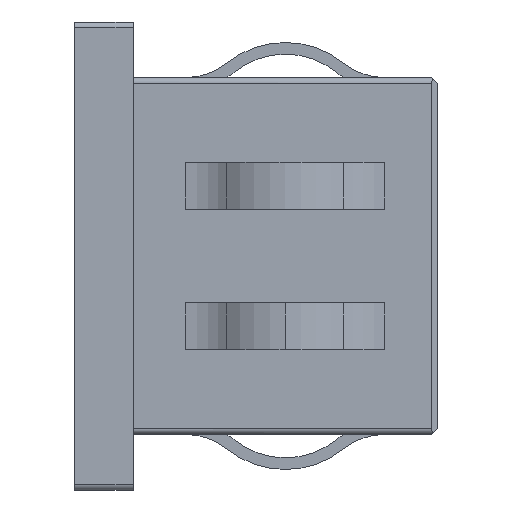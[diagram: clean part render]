
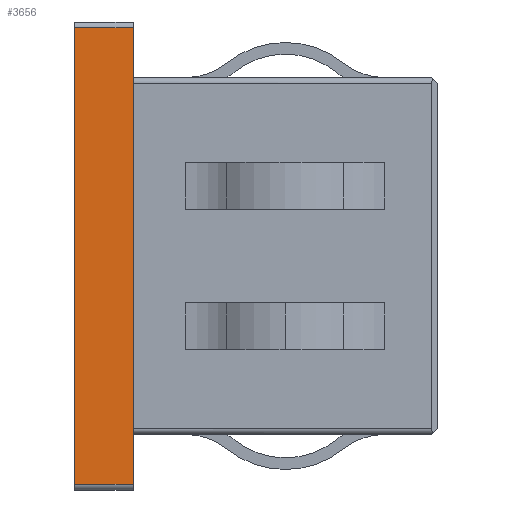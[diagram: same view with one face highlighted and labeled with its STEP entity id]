
A CAD part, left-side view. The second image highlights one B-rep face of the part: STEP entity #3656.
In plain terms, the highlighted planar face has unit normal (-1, 0, 0).
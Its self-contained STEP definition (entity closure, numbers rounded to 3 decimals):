
#510 = EDGE_CURVE ( 'NONE', #5780, #15055, #5765, .T. ) ;
#714 = VERTEX_POINT ( 'NONE', #17374 ) ;
#1107 = VECTOR ( 'NONE', #13308, 1000. ) ;
#1316 = ORIENTED_EDGE ( 'NONE', *, *, #2016, .T. ) ;
#1582 = VECTOR ( 'NONE', #5975, 1000. ) ;
#1934 = VECTOR ( 'NONE', #7000, 1000. ) ;
#2016 = EDGE_CURVE ( 'NONE', #8522, #714, #7431, .T. ) ;
#3077 = CARTESIAN_POINT ( 'NONE',  ( -30., 5., -19.5 ) ) ;
#3146 = CARTESIAN_POINT ( 'NONE',  ( -30., 5., -20. ) ) ;
#3553 = EDGE_LOOP ( 'NONE', ( #17842, #8301, #5667, #1316 ) ) ;
#3656 = ADVANCED_FACE ( 'NONE', ( #5173 ), #12867, .F. ) ;
#4096 = CARTESIAN_POINT ( 'NONE',  ( -30., 5., -20. ) ) ;
#4349 = DIRECTION ( 'NONE',  ( 0., 0., -1. ) ) ;
#5064 = LINE ( 'NONE', #4096, #1582 ) ;
#5173 = FACE_OUTER_BOUND ( 'NONE', #3553, .T. ) ;
#5667 = ORIENTED_EDGE ( 'NONE', *, *, #9483, .T. ) ;
#5765 = LINE ( 'NONE', #12066, #18159 ) ;
#5780 = VERTEX_POINT ( 'NONE', #3077 ) ;
#5975 = DIRECTION ( 'NONE',  ( 0., 0., 1. ) ) ;
#6241 = EDGE_CURVE ( 'NONE', #5780, #714, #5064, .T. ) ;
#6751 = AXIS2_PLACEMENT_3D ( 'NONE', #3146, #11550, #4349 ) ;
#7000 = DIRECTION ( 'NONE',  ( 0., 0., 1. ) ) ;
#7431 = LINE ( 'NONE', #8862, #1107 ) ;
#8298 = LINE ( 'NONE', #11126, #1934 ) ;
#8301 = ORIENTED_EDGE ( 'NONE', *, *, #510, .T. ) ;
#8522 = VERTEX_POINT ( 'NONE', #10606 ) ;
#8862 = CARTESIAN_POINT ( 'NONE',  ( -30., 5., 19.5 ) ) ;
#9483 = EDGE_CURVE ( 'NONE', #15055, #8522, #8298, .T. ) ;
#10606 = CARTESIAN_POINT ( 'NONE',  ( -30., 0., 19.5 ) ) ;
#11126 = CARTESIAN_POINT ( 'NONE',  ( -30., 0., -20. ) ) ;
#11550 = DIRECTION ( 'NONE',  ( 1., 0., 0. ) ) ;
#12066 = CARTESIAN_POINT ( 'NONE',  ( -30., 5., -19.5 ) ) ;
#12867 = PLANE ( 'NONE',  #6751 ) ;
#13308 = DIRECTION ( 'NONE',  ( 0., 1., 0. ) ) ;
#15055 = VERTEX_POINT ( 'NONE', #15964 ) ;
#15964 = CARTESIAN_POINT ( 'NONE',  ( -30., 0., -19.5 ) ) ;
#17158 = DIRECTION ( 'NONE',  ( 0., -1., 0. ) ) ;
#17374 = CARTESIAN_POINT ( 'NONE',  ( -30., 5., 19.5 ) ) ;
#17842 = ORIENTED_EDGE ( 'NONE', *, *, #6241, .F. ) ;
#18159 = VECTOR ( 'NONE', #17158, 1000. ) ;
